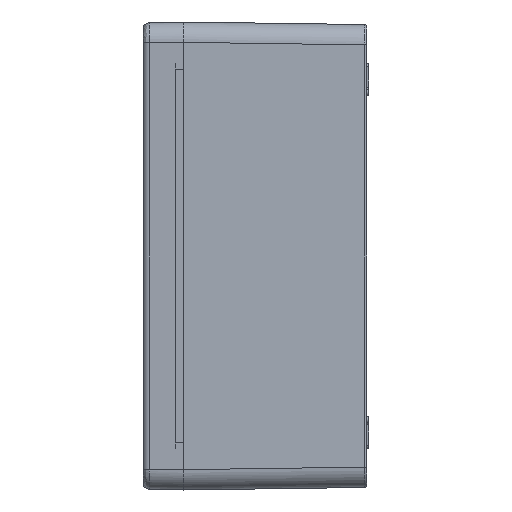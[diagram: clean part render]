
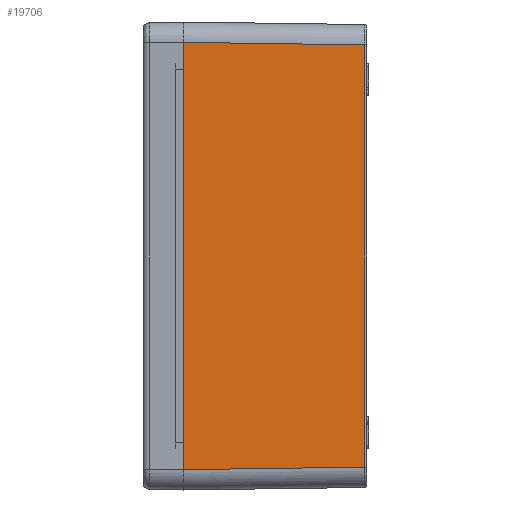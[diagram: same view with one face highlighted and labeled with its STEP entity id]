
A CAD part, left-side view. The second image highlights one B-rep face of the part: STEP entity #19706.
In plain terms, the highlighted planar face has unit normal (-1, -0.014, 0).
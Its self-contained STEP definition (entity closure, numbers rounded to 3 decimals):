
#993=CARTESIAN_POINT('',(-300.,90.,105.001));
#1004=DIRECTION('',(0.,0.,1.));
#1005=VECTOR('',#1004,210.002);
#1006=CARTESIAN_POINT('',(-300.,90.,-105.001));
#1007=LINE('',#1006,#1005);
#1017=CARTESIAN_POINT('',(-300.,90.,-105.001));
#8751=DIRECTION('',(0.,0.,-1.));
#8752=VECTOR('',#8751,207.516);
#8753=CARTESIAN_POINT('',(-298.757,0.986,
103.758));
#8754=LINE('',#8753,#8752);
#8758=DIRECTION('',(0.014,-1.,0.014));
#8759=VECTOR('',#8758,89.031);
#8760=CARTESIAN_POINT('',(-300.,90.,-105.001));
#8761=LINE('',#8760,#8759);
#8765=DIRECTION('',(0.014,-1.,-0.014));
#8766=VECTOR('',#8765,89.031);
#8767=CARTESIAN_POINT('',(-300.,90.,105.001));
#8768=LINE('',#8767,#8766);
#8780=CARTESIAN_POINT('',(-298.757,0.986,
103.758));
#9332=VERTEX_POINT('',#993);
#9335=VERTEX_POINT('',#1017);
#9347=VERTEX_POINT('',#8780);
#9350=CARTESIAN_POINT('',(-298.757,0.986,
-103.758));
#9351=VERTEX_POINT('',#9350);
#19694=CARTESIAN_POINT('',(-300.,90.,-124.482));
#19695=DIRECTION('',(-1.,-0.014,0.));
#19696=DIRECTION('',(0.,0.,1.));
#19697=AXIS2_PLACEMENT_3D('',#19694,#19695,#19696);
#19698=PLANE('',#19697);
#19699=ORIENTED_EDGE('',*,*,#19509,.T.);
#19700=ORIENTED_EDGE('',*,*,#19689,.F.);
#19701=ORIENTED_EDGE('',*,*,#10818,.T.);
#19703=ORIENTED_EDGE('',*,*,#19702,.T.);
#19704=EDGE_LOOP('',(#19699,#19700,#19701,#19703));
#19705=FACE_OUTER_BOUND('',#19704,.F.);
#19706=ADVANCED_FACE('',(#19705),#19698,.T.);
#10818=EDGE_CURVE('',#9335,#9332,#1007,.T.);
#19509=EDGE_CURVE('',#9347,#9351,#8754,.T.);
#19689=EDGE_CURVE('',#9335,#9351,#8761,.T.);
#19702=EDGE_CURVE('',#9332,#9347,#8768,.T.);
